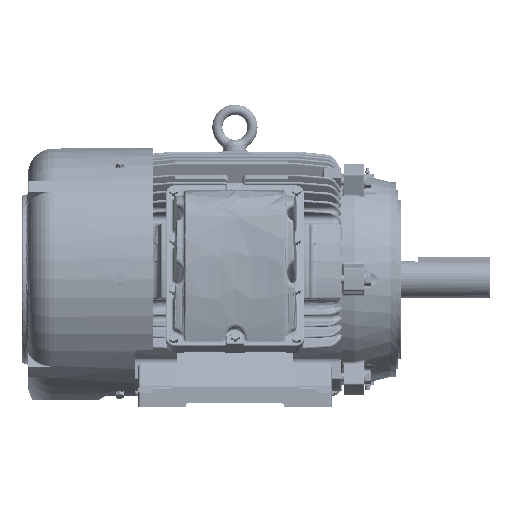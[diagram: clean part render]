
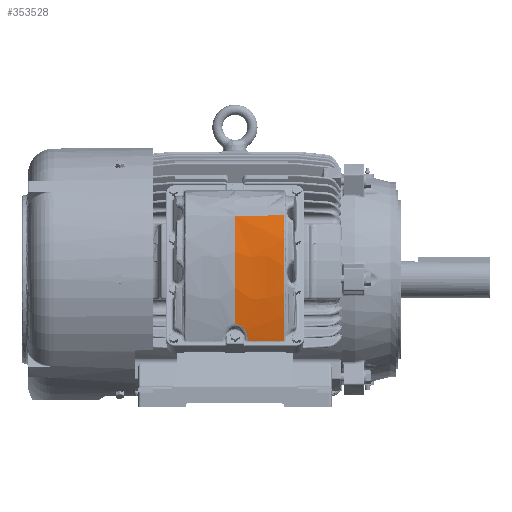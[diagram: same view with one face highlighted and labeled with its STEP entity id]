
A CAD part, top view. The second image highlights one B-rep face of the part: STEP entity #353528.
In plain terms, the highlighted free-form (B-spline) face has degree [3, 3] with [4, 4] control points.
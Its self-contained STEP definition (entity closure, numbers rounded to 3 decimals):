
#350882=CARTESIAN_POINT('Vertex',(25.997,-123.133,504.499)) ;
#350889=CARTESIAN_POINT('Vertex',(97.,-123.154,504.474)) ;
#350893=CARTESIAN_POINT('Control Point',(97.,-123.154,504.474)) ;
#350894=CARTESIAN_POINT('Control Point',(73.332,-123.145,504.485)) ;
#350895=CARTESIAN_POINT('Control Point',(49.664,-123.137,504.494)) ;
#350896=CARTESIAN_POINT('Control Point',(25.997,-123.133,504.499)) ;
#353415=CARTESIAN_POINT('Control Point',(0.,125.1,503.052)) ;
#353416=CARTESIAN_POINT('Control Point',(0.,42.902,522.526)) ;
#353417=CARTESIAN_POINT('Control Point',(0.,-42.677,522.875)) ;
#353418=CARTESIAN_POINT('Control Point',(0.,-125.031,504.071)) ;
#353419=CARTESIAN_POINT('Control Point',(32.333,125.1,503.052)) ;
#353420=CARTESIAN_POINT('Control Point',(32.333,42.902,522.526)) ;
#353421=CARTESIAN_POINT('Control Point',(32.333,-42.677,522.875)) ;
#353422=CARTESIAN_POINT('Control Point',(32.333,-125.031,504.071)) ;
#353423=CARTESIAN_POINT('Control Point',(64.667,126.048,503.446)) ;
#353424=CARTESIAN_POINT('Control Point',(64.667,48.064,525.428)) ;
#353425=CARTESIAN_POINT('Control Point',(64.667,-39.878,523.034)) ;
#353426=CARTESIAN_POINT('Control Point',(64.667,-125.031,504.071)) ;
#353427=CARTESIAN_POINT('Control Point',(97.,127.247,503.943)) ;
#353428=CARTESIAN_POINT('Control Point',(97.,54.596,529.1)) ;
#353429=CARTESIAN_POINT('Control Point',(97.,-36.337,523.235)) ;
#353430=CARTESIAN_POINT('Control Point',(97.,-125.031,504.071)) ;
#353432=CARTESIAN_POINT('Control Point',(0.,125.1,503.052)) ;
#353433=CARTESIAN_POINT('Control Point',(0.,54.658,519.741)) ;
#353434=CARTESIAN_POINT('Control Point',(0.,-18.266,522.384)) ;
#353435=CARTESIAN_POINT('Control Point',(0.,-89.516,510.964)) ;
#353436=CARTESIAN_POINT('Vertex',(0.,-89.516,510.964)) ;
#353438=CARTESIAN_POINT('Vertex',(0.,125.1,503.052)) ;
#353442=CARTESIAN_POINT('Control Point',(0.,-89.516,510.964)) ;
#353443=CARTESIAN_POINT('Control Point',(0.218,-89.516,510.964)) ;
#353444=CARTESIAN_POINT('Control Point',(0.439,-89.519,510.963)) ;
#353445=CARTESIAN_POINT('Control Point',(0.657,-89.525,510.962)) ;
#353446=CARTESIAN_POINT('Control Point',(1.313,-89.552,510.958)) ;
#353447=CARTESIAN_POINT('Control Point',(1.967,-89.605,510.95)) ;
#353448=CARTESIAN_POINT('Control Point',(2.401,-89.653,510.942)) ;
#353449=CARTESIAN_POINT('Control Point',(3.359,-89.783,510.921)) ;
#353450=CARTESIAN_POINT('Control Point',(4.306,-89.969,510.891)) ;
#353451=CARTESIAN_POINT('Control Point',(4.823,-90.088,510.872)) ;
#353452=CARTESIAN_POINT('Control Point',(5.335,-90.224,510.85)) ;
#353453=CARTESIAN_POINT('Control Point',(5.844,-90.376,510.826)) ;
#353454=CARTESIAN_POINT('Vertex',(5.844,-90.376,510.826)) ;
#353458=CARTESIAN_POINT('Control Point',(5.844,-90.376,510.826)) ;
#353459=CARTESIAN_POINT('Control Point',(7.56,-90.888,510.743)) ;
#353460=CARTESIAN_POINT('Control Point',(9.237,-91.588,510.629)) ;
#353461=CARTESIAN_POINT('Control Point',(10.787,-92.434,510.49)) ;
#353462=CARTESIAN_POINT('Control Point',(12.28,-93.431,510.323)) ;
#353463=CARTESIAN_POINT('Control Point',(13.671,-94.548,510.133)) ;
#353464=CARTESIAN_POINT('Vertex',(13.67,-94.547,510.133)) ;
#353468=CARTESIAN_POINT('Control Point',(13.671,-94.548,510.133)) ;
#353469=CARTESIAN_POINT('Control Point',(15.068,-95.67,509.942)) ;
#353470=CARTESIAN_POINT('Control Point',(16.364,-96.913,509.728)) ;
#353471=CARTESIAN_POINT('Control Point',(17.545,-98.235,509.495)) ;
#353472=CARTESIAN_POINT('Control Point',(18.637,-99.661,509.24)) ;
#353473=CARTESIAN_POINT('Control Point',(19.62,-101.141,508.969)) ;
#353474=CARTESIAN_POINT('Vertex',(19.621,-101.141,508.969)) ;
#353478=CARTESIAN_POINT('Control Point',(19.62,-101.141,508.969)) ;
#353479=CARTESIAN_POINT('Control Point',(20.714,-102.786,508.668)) ;
#353480=CARTESIAN_POINT('Control Point',(21.648,-104.512,508.345)) ;
#353481=CARTESIAN_POINT('Control Point',(22.443,-106.304,508.)) ;
#353482=CARTESIAN_POINT('Vertex',(22.444,-106.304,508.)) ;
#353486=CARTESIAN_POINT('Control Point',(22.443,-106.304,508.)) ;
#353487=CARTESIAN_POINT('Control Point',(23.041,-107.649,507.741)) ;
#353488=CARTESIAN_POINT('Control Point',(23.57,-109.026,507.471)) ;
#353489=CARTESIAN_POINT('Control Point',(24.03,-110.437,507.19)) ;
#353490=CARTESIAN_POINT('Control Point',(24.423,-111.859,506.902)) ;
#353491=CARTESIAN_POINT('Vertex',(24.423,-111.859,506.902)) ;
#353495=CARTESIAN_POINT('Control Point',(24.423,-111.859,506.902)) ;
#353496=CARTESIAN_POINT('Control Point',(25.031,-114.065,506.455)) ;
#353497=CARTESIAN_POINT('Control Point',(25.485,-116.299,505.99)) ;
#353498=CARTESIAN_POINT('Control Point',(25.798,-118.586,505.503)) ;
#353499=CARTESIAN_POINT('Control Point',(25.966,-120.856,505.008)) ;
#353500=CARTESIAN_POINT('Control Point',(25.997,-123.133,504.499)) ;
#353503=CARTESIAN_POINT('Control Point',(97.,127.247,503.943)) ;
#353504=CARTESIAN_POINT('Control Point',(97.,55.108,528.922)) ;
#353505=CARTESIAN_POINT('Control Point',(97.,-35.055,523.316)) ;
#353506=CARTESIAN_POINT('Control Point',(97.,-123.154,504.474)) ;
#353507=CARTESIAN_POINT('Vertex',(97.,127.247,503.943)) ;
#353511=CARTESIAN_POINT('Control Point',(0.,125.1,503.052)) ;
#353512=CARTESIAN_POINT('Control Point',(32.333,125.1,503.052)) ;
#353513=CARTESIAN_POINT('Control Point',(64.667,126.048,503.446)) ;
#353514=CARTESIAN_POINT('Control Point',(97.,127.247,503.943)) ;
#353517=ORIENTED_EDGE('',*,*,#353440,.F.) ;
#353518=ORIENTED_EDGE('',*,*,#353456,.T.) ;
#353519=ORIENTED_EDGE('',*,*,#353466,.T.) ;
#353520=ORIENTED_EDGE('',*,*,#353476,.T.) ;
#353521=ORIENTED_EDGE('',*,*,#353484,.T.) ;
#353522=ORIENTED_EDGE('',*,*,#353493,.T.) ;
#353523=ORIENTED_EDGE('',*,*,#353501,.T.) ;
#353524=ORIENTED_EDGE('',*,*,#350897,.T.) ;
#353525=ORIENTED_EDGE('',*,*,#353509,.F.) ;
#353526=ORIENTED_EDGE('',*,*,#353515,.T.) ;
#353528=ADVANCED_FACE('\X2\51434EF6672C9AD4\X0\',(#353527),#353414,.F.) ;
#353431=B_SPLINE_CURVE_WITH_KNOTS('',3,(#353432,#353433,#353434,#353435),.UNSPECIFIED.,.F.,.U.,(4,4),(201.41,418.932),.UNSPECIFIED.) ;
#353441=B_SPLINE_CURVE_WITH_KNOTS('',5,(#353442,#353443,#353444,#353445,#353446,#353447,#353448,#353449,#353450,#353451,#353452,#353453),.UNSPECIFIED.,.F.,.U.,(6,3,3,6),(0.,1.542,4.637,8.395),.UNSPECIFIED.) ;
#353457=B_SPLINE_CURVE_WITH_KNOTS('',5,(#353458,#353459,#353460,#353461,#353462,#353463),.UNSPECIFIED.,.F.,.U.,(6,6),(8.395,21.07),.UNSPECIFIED.) ;
#353467=B_SPLINE_CURVE_WITH_KNOTS('',5,(#353468,#353469,#353470,#353471,#353472,#353473),.UNSPECIFIED.,.F.,.U.,(6,6),(0.,12.724),.UNSPECIFIED.) ;
#353477=B_SPLINE_CURVE_WITH_KNOTS('',3,(#353478,#353479,#353480,#353481),.UNSPECIFIED.,.F.,.U.,(4,4),(12.724,21.209),.UNSPECIFIED.) ;
#353485=B_SPLINE_CURVE_WITH_KNOTS('',4,(#353486,#353487,#353488,#353489,#353490),.UNSPECIFIED.,.F.,.U.,(5,5),(21.209,29.702),.UNSPECIFIED.) ;
#353494=B_SPLINE_CURVE_WITH_KNOTS('',5,(#353495,#353496,#353497,#353498,#353499,#353500),.UNSPECIFIED.,.F.,.U.,(6,6),(29.702,46.17),.UNSPECIFIED.) ;
#353502=B_SPLINE_CURVE_WITH_KNOTS('',3,(#353503,#353504,#353505,#353506),.UNSPECIFIED.,.F.,.U.,(4,4),(201.41,453.445),.UNSPECIFIED.) ;
#353510=B_SPLINE_CURVE_WITH_KNOTS('',3,(#353511,#353512,#353513,#353514),.UNSPECIFIED.,.F.,.U.,(4,4),(0.,97.179),.UNSPECIFIED.) ;
#353414=B_SPLINE_SURFACE_WITH_KNOTS('',3,3,((#353415,#353416,#353417,#353418),(#353419,#353420,#353421,#353422),(#353423,#353424,#353425,#353426),(#353427,#353428,#353429,#353430)),.UNSPECIFIED.,.F.,.F.,.U.,(4,4),(4,4),(0.,97.179),(201.41,455.236),.UNSPECIFIED.) ;
#350897=EDGE_CURVE('',#350883,#350890,#350892,.F.) ;
#353440=EDGE_CURVE('',#353437,#353439,#353431,.F.) ;
#353456=EDGE_CURVE('',#353437,#353455,#353441,.T.) ;
#353466=EDGE_CURVE('',#353455,#353465,#353457,.T.) ;
#353476=EDGE_CURVE('',#353465,#353475,#353467,.T.) ;
#353484=EDGE_CURVE('',#353475,#353483,#353477,.T.) ;
#353493=EDGE_CURVE('',#353483,#353492,#353485,.T.) ;
#353501=EDGE_CURVE('',#353492,#350883,#353494,.T.) ;
#353509=EDGE_CURVE('',#353508,#350890,#353502,.T.) ;
#353515=EDGE_CURVE('',#353508,#353439,#353510,.F.) ;
#353516=EDGE_LOOP('',(#353517,#353518,#353519,#353520,#353521,#353522,#353523,#353524,#353525,#353526)) ;
#353527=FACE_OUTER_BOUND('',#353516,.T.) ;
#350883=VERTEX_POINT('',#350882) ;
#350890=VERTEX_POINT('',#350889) ;
#353437=VERTEX_POINT('',#353436) ;
#353439=VERTEX_POINT('',#353438) ;
#353455=VERTEX_POINT('',#353454) ;
#353465=VERTEX_POINT('',#353464) ;
#353475=VERTEX_POINT('',#353474) ;
#353483=VERTEX_POINT('',#353482) ;
#353492=VERTEX_POINT('',#353491) ;
#353508=VERTEX_POINT('',#353507) ;
#350892=(BOUNDED_CURVE()B_SPLINE_CURVE(3,(#350893,#350894,#350895,#350896),.UNSPECIFIED.,.F.,.U.)B_SPLINE_CURVE_WITH_KNOTS((4,4),(0.,71.004),.UNSPECIFIED.)CURVE()GEOMETRIC_REPRESENTATION_ITEM()RATIONAL_B_SPLINE_CURVE((1.,1.,1.,1.))REPRESENTATION_ITEM('')) ;
